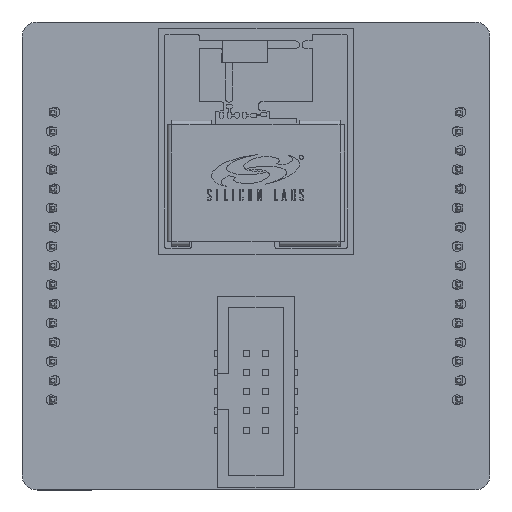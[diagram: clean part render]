
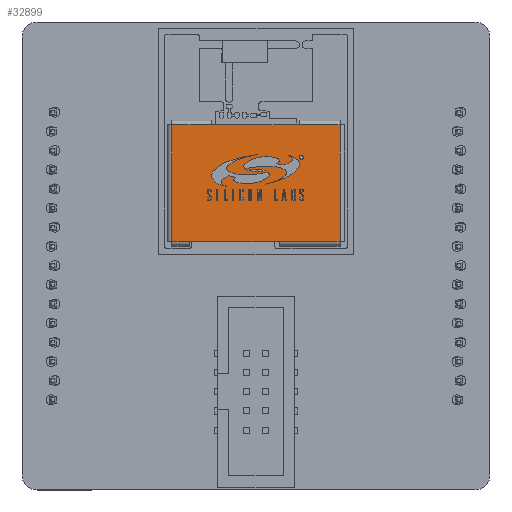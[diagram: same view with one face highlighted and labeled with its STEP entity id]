
A CAD part, top view. The second image highlights one B-rep face of the part: STEP entity #32899.
In plain terms, the highlighted planar face has unit normal (0, 0, 1).
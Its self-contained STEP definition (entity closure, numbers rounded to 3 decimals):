
#1669=FACE_OUTER_BOUND('',#3562,.T.);
#3562=EDGE_LOOP('',(#23508,#23509,#23510,#23511,#23512,#23513,#23514,#23515));
#6071=LINE('',#47679,#10310);
#6072=LINE('',#47681,#10311);
#6073=LINE('',#47683,#10312);
#6074=LINE('',#47685,#10313);
#6075=LINE('',#47687,#10314);
#6076=LINE('',#47689,#10315);
#6077=LINE('',#47691,#10316);
#6078=LINE('',#47692,#10317);
#10310=VECTOR('',#38810,1.);
#10311=VECTOR('',#38811,1.);
#10312=VECTOR('',#38812,1.);
#10313=VECTOR('',#38813,1.);
#10314=VECTOR('',#38814,1.);
#10315=VECTOR('',#38815,1.);
#10316=VECTOR('',#38816,1.);
#10317=VECTOR('',#38817,1.);
#14235=VERTEX_POINT('',#47677);
#14236=VERTEX_POINT('',#47678);
#14237=VERTEX_POINT('',#47680);
#14238=VERTEX_POINT('',#47682);
#14239=VERTEX_POINT('',#47684);
#14240=VERTEX_POINT('',#47686);
#14241=VERTEX_POINT('',#47688);
#14242=VERTEX_POINT('',#47690);
#17695=EDGE_CURVE('',#14235,#14236,#6071,.T.);
#17696=EDGE_CURVE('',#14236,#14237,#6072,.T.);
#17697=EDGE_CURVE('',#14237,#14238,#6073,.T.);
#17698=EDGE_CURVE('',#14239,#14238,#6074,.T.);
#17699=EDGE_CURVE('',#14239,#14240,#6075,.T.);
#17700=EDGE_CURVE('',#14241,#14240,#6076,.T.);
#17701=EDGE_CURVE('',#14242,#14241,#6077,.T.);
#17702=EDGE_CURVE('',#14242,#14235,#6078,.T.);
#23508=ORIENTED_EDGE('',*,*,#17695,.T.);
#23509=ORIENTED_EDGE('',*,*,#17696,.T.);
#23510=ORIENTED_EDGE('',*,*,#17697,.T.);
#23511=ORIENTED_EDGE('',*,*,#17698,.F.);
#23512=ORIENTED_EDGE('',*,*,#17699,.T.);
#23513=ORIENTED_EDGE('',*,*,#17700,.F.);
#23514=ORIENTED_EDGE('',*,*,#17701,.F.);
#23515=ORIENTED_EDGE('',*,*,#17702,.T.);
#31248=PLANE('',#35024);
#32899=ADVANCED_FACE('',(#1669),#31248,.F.);
#35024=AXIS2_PLACEMENT_3D('',#47676,#38808,#38809);
#38808=DIRECTION('center_axis',(0.,0.,-1.));
#38809=DIRECTION('ref_axis',(0.,-1.,0.));
#38810=DIRECTION('',(1.,0.,0.));
#38811=DIRECTION('',(1.,0.,0.));
#38812=DIRECTION('',(0.,1.,0.));
#38813=DIRECTION('',(1.,0.,0.));
#38814=DIRECTION('',(-1.,0.,0.));
#38815=DIRECTION('',(1.,0.,0.));
#38816=DIRECTION('',(0.,1.,0.));
#38817=DIRECTION('',(1.,0.,0.));
#47676=CARTESIAN_POINT('Origin',(1.55,-1.45,2.025));
#47677=CARTESIAN_POINT('',(-4.403,-6.646,2.025));
#47678=CARTESIAN_POINT('',(1.537,-6.646,2.025));
#47679=CARTESIAN_POINT('',(-4.403,-6.646,2.025));
#47680=CARTESIAN_POINT('',(5.567,-6.646,2.025));
#47681=CARTESIAN_POINT('',(1.55,-6.646,2.025));
#47682=CARTESIAN_POINT('',(5.567,1.084,2.025));
#47683=CARTESIAN_POINT('',(5.567,-1.45,2.025));
#47684=CARTESIAN_POINT('',(2.867,1.084,2.025));
#47685=CARTESIAN_POINT('',(1.55,1.084,2.025));
#47686=CARTESIAN_POINT('',(-2.958,1.084,2.025));
#47687=CARTESIAN_POINT('',(-2.958,1.084,2.025));
#47688=CARTESIAN_POINT('',(-5.583,1.084,2.025));
#47689=CARTESIAN_POINT('',(1.55,1.084,2.025));
#47690=CARTESIAN_POINT('',(-5.583,-6.646,2.025));
#47691=CARTESIAN_POINT('',(-5.583,-1.45,2.025));
#47692=CARTESIAN_POINT('',(1.55,-6.646,2.025));
